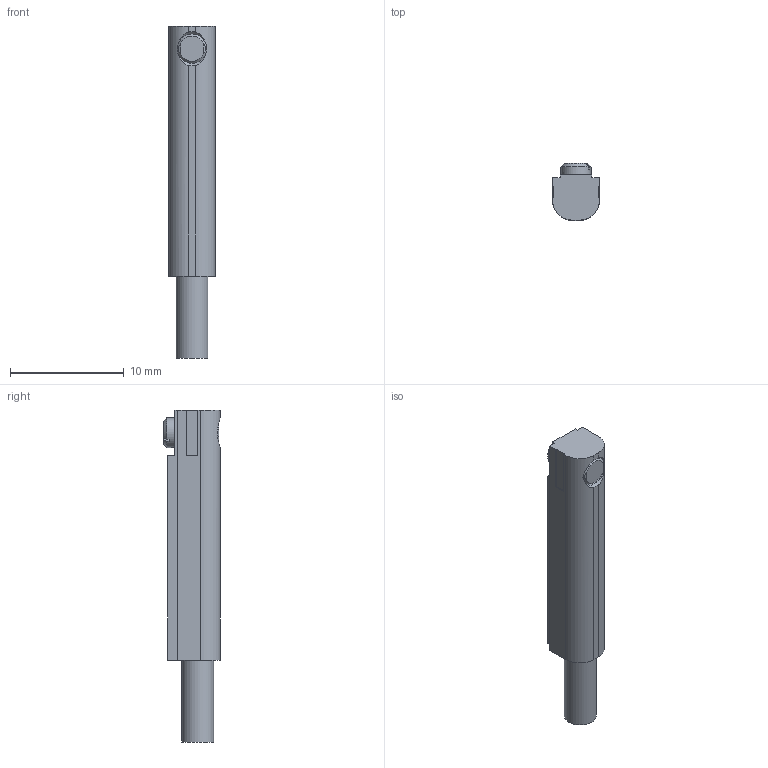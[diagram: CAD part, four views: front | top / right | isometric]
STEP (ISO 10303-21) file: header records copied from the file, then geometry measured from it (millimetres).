
FILE_DESCRIPTION( ( 'STEP AP203' ), '1' );
FILE_NAME( 'RCE1.stp', '2020-05-28T11:58:19', ( 'License CC BY-ND 4.0' ), ( 'CADENAS' ), ' ', 'PARTsolutions', ' ' );
FILE_SCHEMA( ( 'CONFIG_CONTROL_DESIGN' ) );
Length unit declared in the file: millimetre
Products named in the file (2): RCE1; _RCE1-S
Assembly tree (1 placements, depth 2):
  RCE1
    _RCE1-S
Bounding box: 4.1 x 5 x 29.2 mm (x, y, z)
Volume: 404.7 mm3; surface area: 456.4 mm2
Topology: 1 solids, 1 shells, 49 faces, 131 edges, 87 vertices
Faces by surface type: plane 33, cylinder 11, cone 5
Full cylindrical faces by diameter (mm): 2.6 x2, 2.8 x1
Entity records: 1613 total; most frequent: CARTESIAN_POINT 339, ORIENTED_EDGE 248, DIRECTION 242, EDGE_CURVE 124, VERTEX_POINT 84, LINE 84, VECTOR 84, AXIS2_PLACEMENT_3D 79
